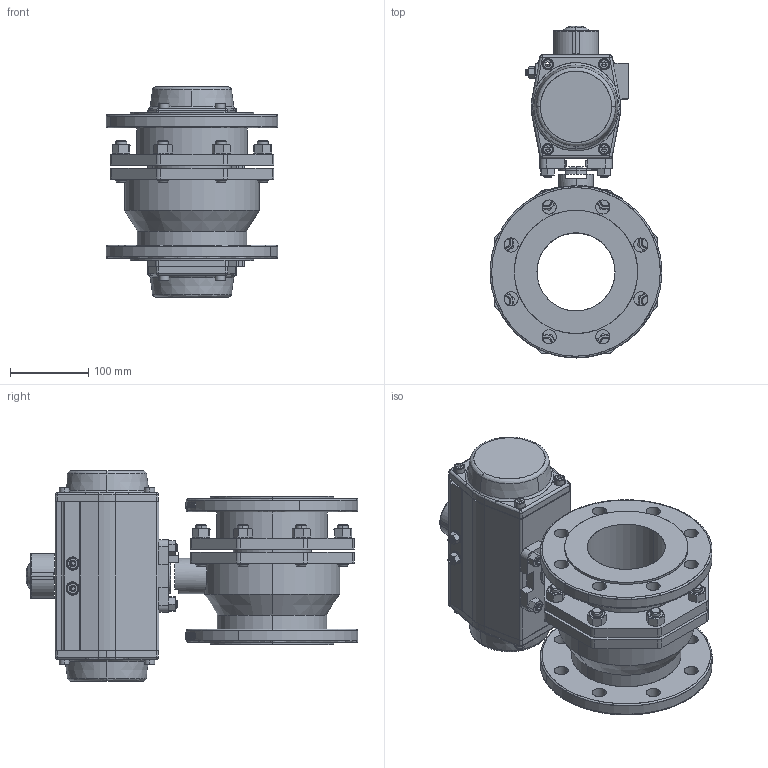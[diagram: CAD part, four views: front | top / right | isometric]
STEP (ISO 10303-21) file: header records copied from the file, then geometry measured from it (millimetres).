
FILE_DESCRIPTION (( 'STEP AP214' ), '1' );
FILE_NAME ('PK05_DN100 (PK05000011).STEP', '2022-04-27T13:49:12', ( '' ), ( '' ), 'SwSTEP 2.0', 'SolidWorks 2021', '' );
FILE_SCHEMA (( 'AUTOMOTIVE_DESIGN' ));
Length unit declared in the file: metre
Products named in the file (1): PK05_DN100 (PK05000011)
Bounding box: 220.04 x 425.21 x 270 mm (x, y, z)
Surface area: 570424.5 mm2 (no closed solid volume)
Topology: 0 solids, 589 shells, 1005 faces, 4455 edges, 3898 vertices
Faces by surface type: plane 342, cylinder 291, bspline 228, cone 126, torus 14, sphere 4
Entity records: 122184 total; most frequent: CARTESIAN_POINT 79051, DIRECTION 5517, ORIENTED_EDGE 5261, EDGE_CURVE 4437, VERTEX_POINT 3898, AXIS2_PLACEMENT_3D 1972, B_SPLINE_CURVE_WITH_KNOTS 1670, LINE 1573
